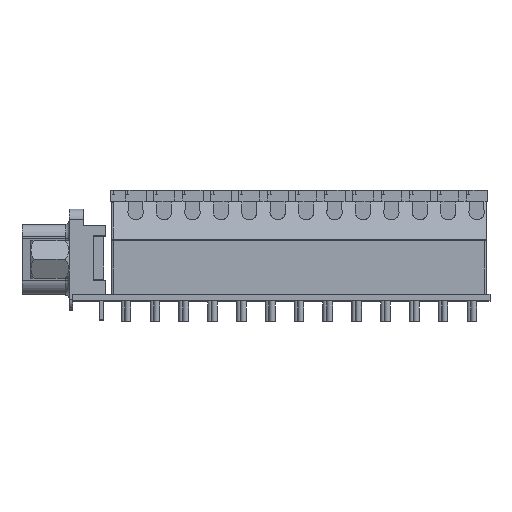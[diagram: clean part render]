
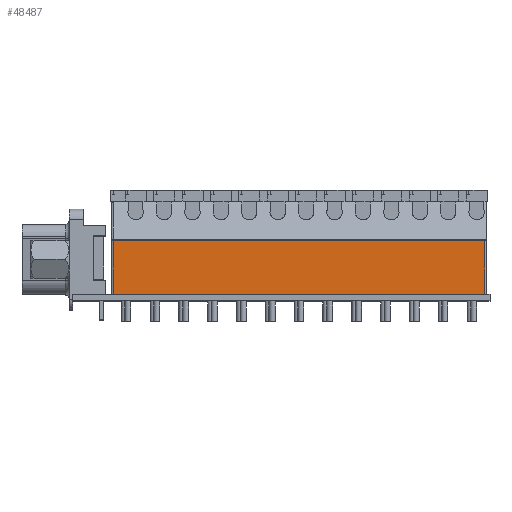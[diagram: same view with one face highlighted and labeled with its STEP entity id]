
A CAD part, top view. The second image highlights one B-rep face of the part: STEP entity #48487.
In plain terms, the highlighted face is planar.
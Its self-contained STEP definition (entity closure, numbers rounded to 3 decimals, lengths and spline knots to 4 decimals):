
#7668 = EDGE_CURVE ( 'NONE', #8398, #9324, #13547, .T. ) ;
#8398 = VERTEX_POINT ( 'NONE', #14536 ) ;
#9324 = VERTEX_POINT ( 'NONE', #15075 ) ;
#13540 = DIRECTION ( 'NONE',  ( 0., 0., 1. ) ) ;
#13541 = VECTOR ( 'NONE', #13540, 39.3701 ) ;
#13546 = CARTESIAN_POINT ( 'NONE',  ( 0.237, 0., -1.85 ) ) ;
#13547 = LINE ( 'NONE', #13546, #13541 ) ;
#14536 = CARTESIAN_POINT ( 'NONE',  ( 0.237, 0., -1.84 ) ) ;
#15075 = CARTESIAN_POINT ( 'NONE',  ( 0.237, 0., -0.01 ) ) ;
#21778 = DIRECTION ( 'NONE',  ( 1., 0., 0. ) ) ;
#21779 = PLANE ( 'NONE',  #21829 ) ;
#21828 = CARTESIAN_POINT ( 'NONE',  ( 0.237, 0., -1.85 ) ) ;
#21829 = AXIS2_PLACEMENT_3D ( 'NONE', #21828, #21778, #32951 ) ;
#32951 = DIRECTION ( 'NONE',  ( 0., 0., -1. ) ) ;
#33236 = FACE_OUTER_BOUND ( 'NONE', #49435, .T. ) ;
#33482 = DIRECTION ( 'NONE',  ( 0., -1., 0. ) ) ;
#33483 = VECTOR ( 'NONE', #33482, 39.3701 ) ;
#33484 = CARTESIAN_POINT ( 'NONE',  ( 0.237, 0., -0.01 ) ) ;
#33491 = LINE ( 'NONE', #33484, #33483 ) ;
#33616 = DIRECTION ( 'NONE',  ( 0., 1., 0. ) ) ;
#33617 = VECTOR ( 'NONE', #33616, 39.3701 ) ;
#33618 = CARTESIAN_POINT ( 'NONE',  ( 0.237, 0., -1.84 ) ) ;
#33621 = DIRECTION ( 'NONE',  ( 0., 0., 1. ) ) ;
#33622 = VECTOR ( 'NONE', #33621, 39.3701 ) ;
#33623 = CARTESIAN_POINT ( 'NONE',  ( 0.237, 0.266, 0. ) ) ;
#33624 = LINE ( 'NONE', #33623, #33622 ) ;
#33625 = LINE ( 'NONE', #33618, #33617 ) ;
#33635 = CARTESIAN_POINT ( 'NONE',  ( 0.237, 0.266, -0.01 ) ) ;
#33638 = CARTESIAN_POINT ( 'NONE',  ( 0.237, 0.266, -1.84 ) ) ;
#48447 = ORIENTED_EDGE ( 'NONE', *, *, #48457, .T. ) ;
#48455 = ORIENTED_EDGE ( 'NONE', *, *, #49971, .T. ) ;
#48457 = EDGE_CURVE ( 'NONE', #49946, #9324, #33491, .T. ) ;
#48481 = ORIENTED_EDGE ( 'NONE', *, *, #49983, .T. ) ;
#48487 = ADVANCED_FACE ( 'NONE', ( #33236 ), #21779, .T. ) ;
#49435 = EDGE_LOOP ( 'NONE', ( #48455, #48447, #49973, #48481 ) ) ;
#49945 = VERTEX_POINT ( 'NONE', #33638 ) ;
#49946 = VERTEX_POINT ( 'NONE', #33635 ) ;
#49971 = EDGE_CURVE ( 'NONE', #49945, #49946, #33624, .T. ) ;
#49973 = ORIENTED_EDGE ( 'NONE', *, *, #7668, .F. ) ;
#49983 = EDGE_CURVE ( 'NONE', #8398, #49945, #33625, .T. ) ;
